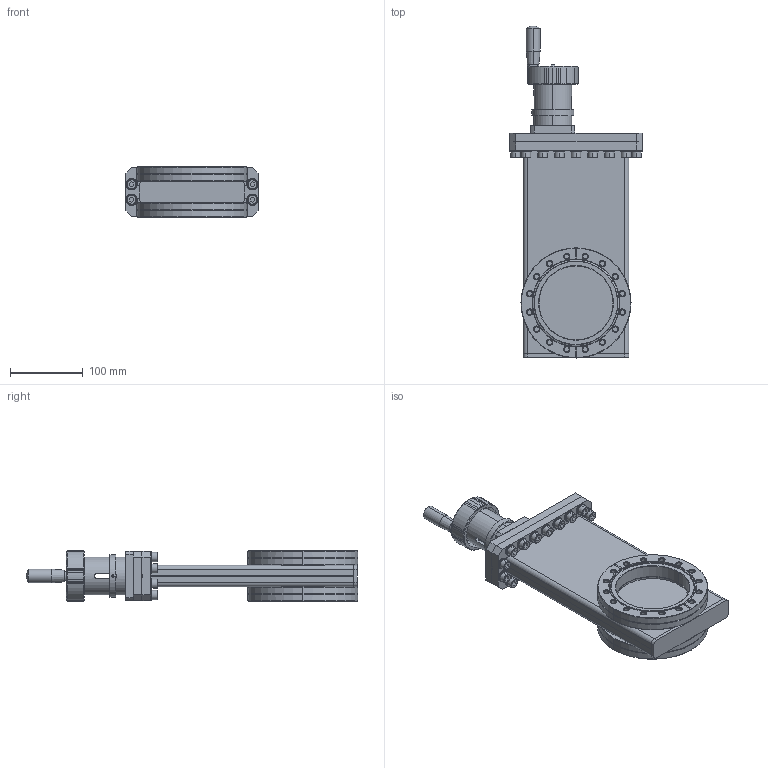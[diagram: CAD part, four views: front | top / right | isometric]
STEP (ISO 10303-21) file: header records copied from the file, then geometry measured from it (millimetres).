
FILE_DESCRIPTION (( 'STEP AP214' ), '1' );
FILE_NAME ('Hositrad_HOGVB-CF100-M.STEP', '2020-07-14T08:59:29', ( '' ), ( '' ), 'SwSTEP 2.0', 'SolidWorks 2020', '' );
FILE_SCHEMA (( 'AUTOMOTIVE_DESIGN' ));
Length unit declared in the file: millimetre
Products named in the file (1): Hositrad_HOGVB-CF100-M
Bounding box: 182 x 457.35 x 70 mm (x, y, z)
Surface area: 290150.7 mm2 (no closed solid volume)
Topology: 0 solids, 77 shells, 765 faces, 2317 edges, 1591 vertices
Faces by surface type: cylinder 281, plane 260, cone 151, bspline 73
Entity records: 41758 total; most frequent: CARTESIAN_POINT 21076, DIRECTION 4098, ORIENTED_EDGE 3712, EDGE_CURVE 2285, VERTEX_POINT 1591, AXIS2_PLACEMENT_3D 1501, LINE 1096, VECTOR 1096
